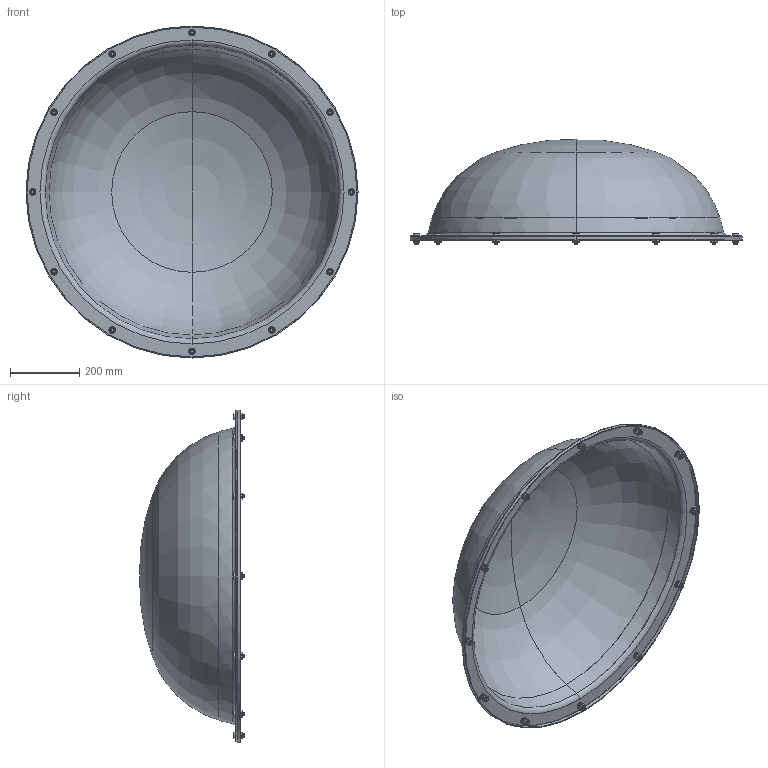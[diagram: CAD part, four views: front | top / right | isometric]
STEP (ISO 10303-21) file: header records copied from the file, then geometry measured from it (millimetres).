
FILE_DESCRIPTION (( 'STEP AP203' ), '1' );
FILE_NAME ('HGR-09.STEP', '2011-07-15T18:41:13', ( 'x' ), ( 'Microsoft' ), 'SwSTEP 2.0', 'SolidWorks 2010', '' );
FILE_SCHEMA (( 'CONFIG_CONTROL_DESIGN' ));
Length unit declared in the file: inch
Products named in the file (6): HGR-09; HGR-09_Radome; HGR-09_HexBolt; HGR-09_HexNut; HGR-09_LockWasher; HGR-09_Washer
Assembly tree (61 placements, depth 2):
  HGR-09
    HGR-09_HexBolt  x12
    HGR-09_Washer  x24
    HGR-09_HexNut  x12
    HGR-09_LockWasher  x12
    HGR-09_Radome
Bounding box: 962.02 x 303.99 x 962.02 mm (x, y, z)
Volume: 2776997.6 mm3; surface area: 2203401.8 mm2
Topology: 61 solids, 61 shells, 2585 faces, 5460 edges, 3008 vertices
Faces by surface type: cone 1752, torus 310, plane 303, cylinder 220
Entity records: 9674 total; most frequent: CARTESIAN_POINT 1572, DIRECTION 1458, ORIENTED_EDGE 1104, AXIS2_PLACEMENT_3D 618, EDGE_CURVE 552, VERTEX_POINT 312, CIRCLE 300, EDGE_LOOP 286
